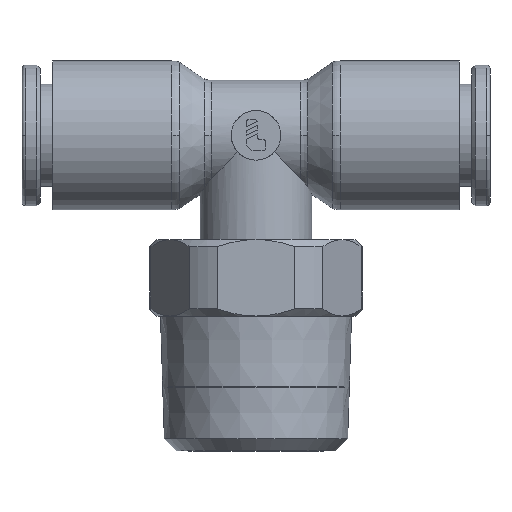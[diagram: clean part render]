
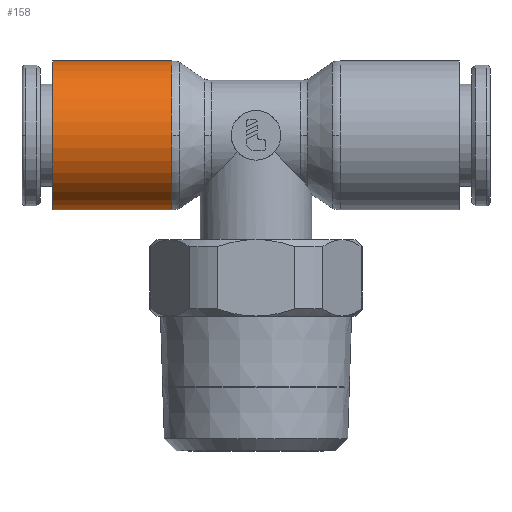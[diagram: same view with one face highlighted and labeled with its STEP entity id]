
A CAD part, top view. The second image highlights one B-rep face of the part: STEP entity #158.
In plain terms, the highlighted cylindrical face has radius 5.25 mm (diameter 10.5 mm), a partial arc.
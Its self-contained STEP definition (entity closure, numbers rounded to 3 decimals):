
#158=ADVANCED_FACE('',(#404),#405,.T.);
#404=FACE_OUTER_BOUND('',#657,.T.);
#405=CYLINDRICAL_SURFACE('',#658,5.25);
#657=EDGE_LOOP('',(#1565,#1566,#1567,#1568,#1569));
#658=AXIS2_PLACEMENT_3D('',#1570,#1571,#1572);
#1565=ORIENTED_EDGE('',*,*,#1653,.T.);
#1566=ORIENTED_EDGE('',*,*,#1648,.F.);
#1567=ORIENTED_EDGE('',*,*,#1916,.F.);
#1568=ORIENTED_EDGE('',*,*,#1655,.T.);
#1569=ORIENTED_EDGE('',*,*,#1915,.T.);
#1570=CARTESIAN_POINT('',(-10.135,0.0,0.0));
#1571=DIRECTION('',(1.0,0.0,0.0));
#1572=DIRECTION('',(0.0,-1.0,0.));
#1648=EDGE_CURVE('',#1964,#1967,#1968,.T.);
#1653=EDGE_CURVE('',#1976,#1967,#1977,.T.);
#1655=EDGE_CURVE('',#1980,#1978,#1981,.T.);
#1915=EDGE_CURVE('',#1978,#1976,#2403,.T.);
#1916=EDGE_CURVE('',#1980,#1964,#2404,.T.);
#1964=VERTEX_POINT('',#2474);
#1967=VERTEX_POINT('',#2477);
#1968=CIRCLE('',#2478,5.25);
#1976=VERTEX_POINT('',#2486);
#1977=LINE('',#2487,#2488);
#1978=VERTEX_POINT('',#2489);
#1980=VERTEX_POINT('',#2491);
#1981=LINE('',#2492,#2493);
#2403=CIRCLE('',#3536,5.25);
#2404=CIRCLE('',#3537,5.25);
#2474=CARTESIAN_POINT('',(-5.925,0.,5.25));
#2477=CARTESIAN_POINT('',(-5.925,-5.25,0.));
#2478=AXIS2_PLACEMENT_3D('',#3602,#3603,#3604);
#2486=CARTESIAN_POINT('',(-14.345,-5.25,0.));
#2487=CARTESIAN_POINT('',(-10.135,-5.25,0.));
#2488=VECTOR('',#3617,1.0);
#2489=CARTESIAN_POINT('',(-14.345,5.25,0.));
#2491=CARTESIAN_POINT('',(-5.925,5.25,0.));
#2492=CARTESIAN_POINT('',(-10.135,5.25,0.));
#2493=VECTOR('',#3621,1.0);
#3536=AXIS2_PLACEMENT_3D('',#4088,#4089,#4090);
#3537=AXIS2_PLACEMENT_3D('',#4091,#4092,#4093);
#3602=CARTESIAN_POINT('',(-5.925,0.0,0.0));
#3603=DIRECTION('',(1.0,0.0,0.0));
#3604=DIRECTION('',(0.0,-1.0,0.));
#3617=DIRECTION('',(1.0,0.0,0.0));
#3621=DIRECTION('',(-1.0,-0.0,-0.0));
#4088=CARTESIAN_POINT('',(-14.345,0.0,0.0));
#4089=DIRECTION('',(1.0,0.0,0.0));
#4090=DIRECTION('',(0.0,-1.0,0.));
#4091=CARTESIAN_POINT('',(-5.925,0.0,0.0));
#4092=DIRECTION('',(1.0,0.0,0.0));
#4093=DIRECTION('',(0.0,-1.0,0.));
